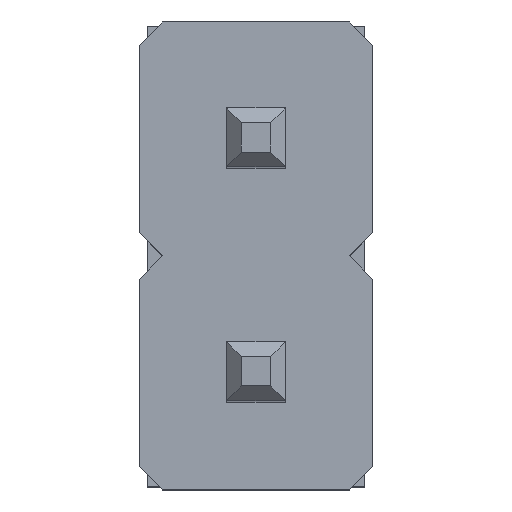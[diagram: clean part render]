
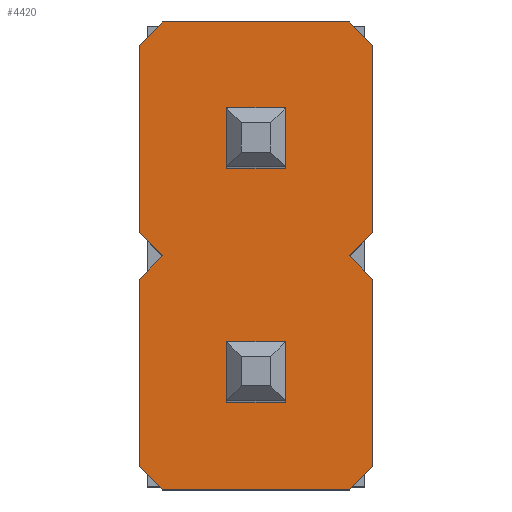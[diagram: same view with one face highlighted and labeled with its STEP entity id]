
A CAD part, top view. The second image highlights one B-rep face of the part: STEP entity #4420.
In plain terms, the highlighted planar face has unit normal (0, 0, 1).
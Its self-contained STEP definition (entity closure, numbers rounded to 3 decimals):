
#201=FACE_BOUND('',#646,.T.);
#202=FACE_BOUND('',#647,.T.);
#405=FACE_OUTER_BOUND('',#645,.T.);
#645=EDGE_LOOP('',(#3848,#3849,#3850,#3851,#3852,#3853,#3854,#3855,#3856,
#3857,#3858,#3859,#3860,#3861));
#646=EDGE_LOOP('',(#3862,#3863,#3864,#3865));
#647=EDGE_LOOP('',(#3866,#3867,#3868,#3869));
#1124=LINE('',#7204,#1648);
#1126=LINE('',#7208,#1650);
#1127=LINE('',#7210,#1651);
#1128=LINE('',#7212,#1652);
#1129=LINE('',#7214,#1653);
#1130=LINE('',#7216,#1654);
#1131=LINE('',#7218,#1655);
#1132=LINE('',#7220,#1656);
#1133=LINE('',#7222,#1657);
#1134=LINE('',#7224,#1658);
#1135=LINE('',#7226,#1659);
#1136=LINE('',#7228,#1660);
#1137=LINE('',#7230,#1661);
#1138=LINE('',#7231,#1662);
#1139=LINE('',#7234,#1663);
#1140=LINE('',#7236,#1664);
#1141=LINE('',#7238,#1665);
#1142=LINE('',#7239,#1666);
#1143=LINE('',#7242,#1667);
#1144=LINE('',#7244,#1668);
#1145=LINE('',#7246,#1669);
#1146=LINE('',#7247,#1670);
#1648=VECTOR('',#5824,10.);
#1650=VECTOR('',#5828,1.);
#1651=VECTOR('',#5829,1.);
#1652=VECTOR('',#5830,1.);
#1653=VECTOR('',#5831,1.);
#1654=VECTOR('',#5832,1.);
#1655=VECTOR('',#5833,1.);
#1656=VECTOR('',#5834,1.);
#1657=VECTOR('',#5835,1.);
#1658=VECTOR('',#5836,1.);
#1659=VECTOR('',#5837,1.);
#1660=VECTOR('',#5838,1.);
#1661=VECTOR('',#5839,1.);
#1662=VECTOR('',#5840,1.);
#1663=VECTOR('',#5841,1.);
#1664=VECTOR('',#5842,1.);
#1665=VECTOR('',#5843,1.);
#1666=VECTOR('',#5844,1.);
#1667=VECTOR('',#5845,1.);
#1668=VECTOR('',#5846,1.);
#1669=VECTOR('',#5847,1.);
#1670=VECTOR('',#5848,1.);
#2084=VERTEX_POINT('',#7201);
#2085=VERTEX_POINT('',#7203);
#2086=VERTEX_POINT('',#7207);
#2087=VERTEX_POINT('',#7209);
#2088=VERTEX_POINT('',#7211);
#2089=VERTEX_POINT('',#7213);
#2090=VERTEX_POINT('',#7215);
#2091=VERTEX_POINT('',#7217);
#2092=VERTEX_POINT('',#7219);
#2093=VERTEX_POINT('',#7221);
#2094=VERTEX_POINT('',#7223);
#2095=VERTEX_POINT('',#7225);
#2096=VERTEX_POINT('',#7227);
#2097=VERTEX_POINT('',#7229);
#2098=VERTEX_POINT('',#7232);
#2099=VERTEX_POINT('',#7233);
#2100=VERTEX_POINT('',#7235);
#2101=VERTEX_POINT('',#7237);
#2102=VERTEX_POINT('',#7240);
#2103=VERTEX_POINT('',#7241);
#2104=VERTEX_POINT('',#7243);
#2105=VERTEX_POINT('',#7245);
#2682=EDGE_CURVE('',#2085,#2084,#1124,.T.);
#2684=EDGE_CURVE('',#2084,#2086,#1126,.T.);
#2685=EDGE_CURVE('',#2086,#2087,#1127,.T.);
#2686=EDGE_CURVE('',#2087,#2088,#1128,.T.);
#2687=EDGE_CURVE('',#2088,#2089,#1129,.T.);
#2688=EDGE_CURVE('',#2089,#2090,#1130,.T.);
#2689=EDGE_CURVE('',#2090,#2091,#1131,.T.);
#2690=EDGE_CURVE('',#2091,#2092,#1132,.T.);
#2691=EDGE_CURVE('',#2092,#2093,#1133,.T.);
#2692=EDGE_CURVE('',#2093,#2094,#1134,.T.);
#2693=EDGE_CURVE('',#2094,#2095,#1135,.T.);
#2694=EDGE_CURVE('',#2095,#2096,#1136,.T.);
#2695=EDGE_CURVE('',#2096,#2097,#1137,.T.);
#2696=EDGE_CURVE('',#2097,#2085,#1138,.T.);
#2697=EDGE_CURVE('',#2098,#2099,#1139,.T.);
#2698=EDGE_CURVE('',#2099,#2100,#1140,.T.);
#2699=EDGE_CURVE('',#2100,#2101,#1141,.T.);
#2700=EDGE_CURVE('',#2101,#2098,#1142,.T.);
#2701=EDGE_CURVE('',#2102,#2103,#1143,.T.);
#2702=EDGE_CURVE('',#2103,#2104,#1144,.T.);
#2703=EDGE_CURVE('',#2104,#2105,#1145,.T.);
#2704=EDGE_CURVE('',#2105,#2102,#1146,.T.);
#3848=ORIENTED_EDGE('',*,*,#2682,.T.);
#3849=ORIENTED_EDGE('',*,*,#2684,.T.);
#3850=ORIENTED_EDGE('',*,*,#2685,.T.);
#3851=ORIENTED_EDGE('',*,*,#2686,.T.);
#3852=ORIENTED_EDGE('',*,*,#2687,.T.);
#3853=ORIENTED_EDGE('',*,*,#2688,.T.);
#3854=ORIENTED_EDGE('',*,*,#2689,.T.);
#3855=ORIENTED_EDGE('',*,*,#2690,.T.);
#3856=ORIENTED_EDGE('',*,*,#2691,.T.);
#3857=ORIENTED_EDGE('',*,*,#2692,.T.);
#3858=ORIENTED_EDGE('',*,*,#2693,.T.);
#3859=ORIENTED_EDGE('',*,*,#2694,.T.);
#3860=ORIENTED_EDGE('',*,*,#2695,.T.);
#3861=ORIENTED_EDGE('',*,*,#2696,.T.);
#3862=ORIENTED_EDGE('',*,*,#2697,.T.);
#3863=ORIENTED_EDGE('',*,*,#2698,.T.);
#3864=ORIENTED_EDGE('',*,*,#2699,.T.);
#3865=ORIENTED_EDGE('',*,*,#2700,.T.);
#3866=ORIENTED_EDGE('',*,*,#2701,.T.);
#3867=ORIENTED_EDGE('',*,*,#2702,.T.);
#3868=ORIENTED_EDGE('',*,*,#2703,.T.);
#3869=ORIENTED_EDGE('',*,*,#2704,.T.);
#4183=PLANE('',#4764);
#4420=ADVANCED_FACE('',(#405,#201,#202),#4183,.T.);
#4764=AXIS2_PLACEMENT_3D('',#7206,#5826,#5827);
#5824=DIRECTION('',(-1.,0.,0.));
#5826=DIRECTION('center_axis',(0.,0.,1.));
#5827=DIRECTION('ref_axis',(1.,0.,0.));
#5828=DIRECTION('',(-0.707,-0.707,0.));
#5829=DIRECTION('',(0.,-1.,0.));
#5830=DIRECTION('',(0.707,-0.707,0.));
#5831=DIRECTION('',(-0.707,-0.707,0.));
#5832=DIRECTION('',(0.,-1.,0.));
#5833=DIRECTION('',(0.707,-0.707,0.));
#5834=DIRECTION('',(1.,0.,0.));
#5835=DIRECTION('',(0.707,0.707,0.));
#5836=DIRECTION('',(0.,1.,0.));
#5837=DIRECTION('',(-0.707,0.707,0.));
#5838=DIRECTION('',(0.707,0.707,0.));
#5839=DIRECTION('',(0.,1.,0.));
#5840=DIRECTION('',(-0.707,0.707,0.));
#5841=DIRECTION('',(1.,0.,0.));
#5842=DIRECTION('',(0.,-1.,0.));
#5843=DIRECTION('',(-1.,0.,0.));
#5844=DIRECTION('',(0.,1.,0.));
#5845=DIRECTION('',(0.,-1.,0.));
#5846=DIRECTION('',(-1.,0.,0.));
#5847=DIRECTION('',(0.,1.,0.));
#5848=DIRECTION('',(1.,0.,0.));
#7201=CARTESIAN_POINT('',(-1.016,-34.29,2.54));
#7203=CARTESIAN_POINT('',(1.016,-34.29,2.54));
#7204=CARTESIAN_POINT('',(0.,-34.29,2.54));
#7206=CARTESIAN_POINT('Origin',(0.,-19.05,2.54));
#7207=CARTESIAN_POINT('',(-1.27,-34.544,2.54));
#7208=CARTESIAN_POINT('',(-1.016,-34.29,2.54));
#7209=CARTESIAN_POINT('',(-1.27,-36.576,2.54));
#7210=CARTESIAN_POINT('',(-1.27,-34.544,2.54));
#7211=CARTESIAN_POINT('',(-1.016,-36.83,2.54));
#7212=CARTESIAN_POINT('',(-1.27,-36.576,2.54));
#7213=CARTESIAN_POINT('',(-1.27,-37.084,2.54));
#7214=CARTESIAN_POINT('',(-1.016,-36.83,2.54));
#7215=CARTESIAN_POINT('',(-1.27,-39.116,2.54));
#7216=CARTESIAN_POINT('',(-1.27,-37.084,2.54));
#7217=CARTESIAN_POINT('',(-1.016,-39.37,2.54));
#7218=CARTESIAN_POINT('',(-1.27,-39.116,2.54));
#7219=CARTESIAN_POINT('',(1.016,-39.37,2.54));
#7220=CARTESIAN_POINT('',(-1.016,-39.37,2.54));
#7221=CARTESIAN_POINT('',(1.27,-39.116,2.54));
#7222=CARTESIAN_POINT('',(1.016,-39.37,2.54));
#7223=CARTESIAN_POINT('',(1.27,-37.084,2.54));
#7224=CARTESIAN_POINT('',(1.27,-39.116,2.54));
#7225=CARTESIAN_POINT('',(1.016,-36.83,2.54));
#7226=CARTESIAN_POINT('',(1.27,-37.084,2.54));
#7227=CARTESIAN_POINT('',(1.27,-36.576,2.54));
#7228=CARTESIAN_POINT('',(1.016,-36.83,2.54));
#7229=CARTESIAN_POINT('',(1.27,-34.544,2.54));
#7230=CARTESIAN_POINT('',(1.27,-36.576,2.54));
#7231=CARTESIAN_POINT('',(1.27,-34.544,2.54));
#7232=CARTESIAN_POINT('',(-0.32,-35.24,2.54));
#7233=CARTESIAN_POINT('',(0.32,-35.24,2.54));
#7234=CARTESIAN_POINT('',(-0.16,-35.24,2.54));
#7235=CARTESIAN_POINT('',(0.32,-35.88,2.54));
#7236=CARTESIAN_POINT('',(0.32,-27.465,2.54));
#7237=CARTESIAN_POINT('',(-0.32,-35.88,2.54));
#7238=CARTESIAN_POINT('',(-0.16,-35.88,2.54));
#7239=CARTESIAN_POINT('',(-0.32,-27.465,2.54));
#7240=CARTESIAN_POINT('',(0.32,-37.78,2.54));
#7241=CARTESIAN_POINT('',(0.32,-38.42,2.54));
#7242=CARTESIAN_POINT('',(0.32,-28.735,2.54));
#7243=CARTESIAN_POINT('',(-0.32,-38.42,2.54));
#7244=CARTESIAN_POINT('',(-0.16,-38.42,2.54));
#7245=CARTESIAN_POINT('',(-0.32,-37.78,2.54));
#7246=CARTESIAN_POINT('',(-0.32,-28.735,2.54));
#7247=CARTESIAN_POINT('',(-0.16,-37.78,2.54));
